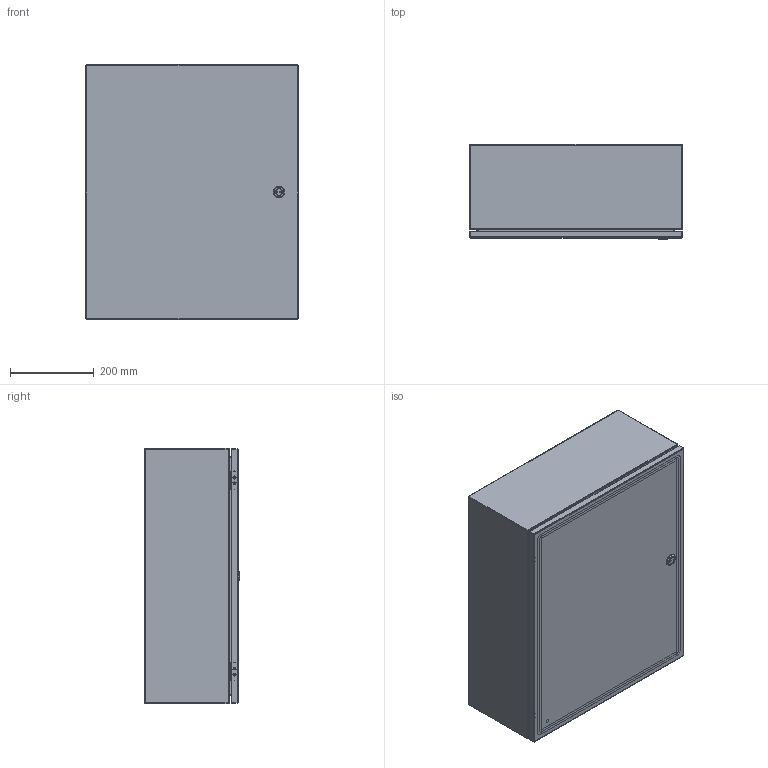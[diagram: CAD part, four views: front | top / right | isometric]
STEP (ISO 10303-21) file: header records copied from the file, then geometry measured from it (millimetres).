
FILE_DESCRIPTION (( 'STEP AP203' ), '1' );
FILE_NAME ('EN4SD24208S16_Default.step', '2019-11-14T20:54:28', ( '' ), ( '' ), 'SwSTEP 2.0', 'SolidWorks 2019', '' );
FILE_SCHEMA (( 'CONFIG_CONTROL_DESIGN' ));
Length unit declared in the file: inch
Products named in the file (1): EN4SD24208S16_Default
Bounding box: 508 x 228.12 x 609.6 mm (x, y, z)
Volume: 1855150.7 mm3; surface area: 2495375.7 mm2
Topology: 22 solids, 23 shells, 656 faces, 1506 edges, 916 vertices
Faces by surface type: plane 303, cylinder 211, bspline 96, torus 24, cone 22
Entity records: 21853 total; most frequent: CARTESIAN_POINT 7396, ORIENTED_EDGE 2988, DIRECTION 2940, EDGE_CURVE 1494, AXIS2_PLACEMENT_3D 1053, VERTEX_POINT 916, LINE 834, VECTOR 834
